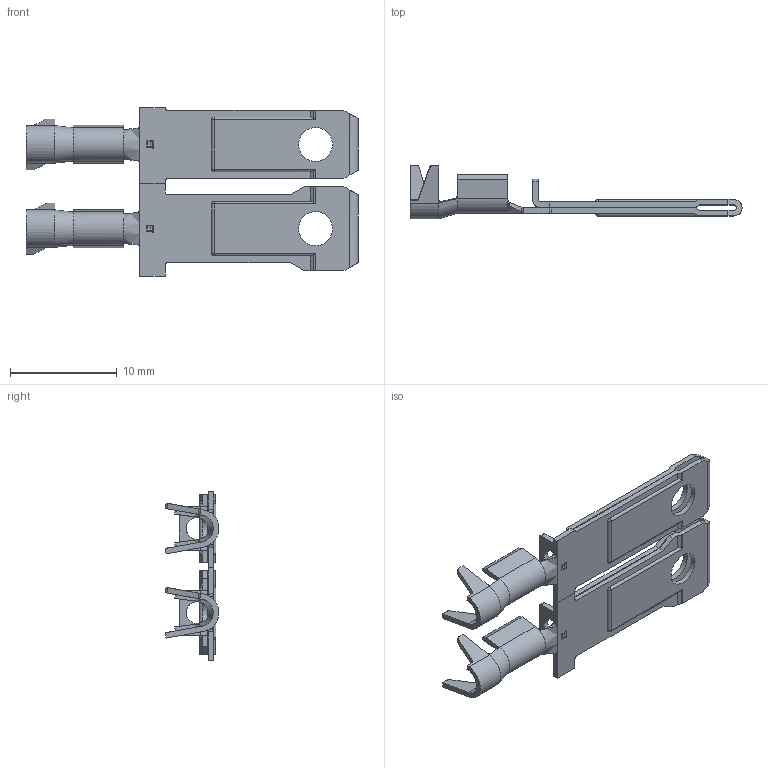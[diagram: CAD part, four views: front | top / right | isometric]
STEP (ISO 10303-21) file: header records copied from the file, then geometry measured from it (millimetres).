
FILE_DESCRIPTION (( 'STEP AP203' ), '1' );
FILE_NAME ('09846.STEP', '2015-02-23T15:42:11', ( '' ), ( '' ), 'SwSTEP 2.0', 'SolidWorks 2014', '' );
FILE_SCHEMA (( 'CONFIG_CONTROL_DESIGN' ));
Length unit declared in the file: inch
Products named in the file (3): PJ817F2wide; 09846; PJ817F2narrow
Assembly tree (2 placements, depth 2):
  09846
    PJ817F2narrow
    PJ817F2wide
Bounding box: 31.04 x 5.03 x 15.75 mm (x, y, z)
Volume: 322.5 mm3; surface area: 1485.2 mm2
Topology: 2 solids, 2 shells, 409 faces, 1119 edges, 698 vertices
Faces by surface type: plane 239, cylinder 100, bspline 38, cone 16, sphere 8, torus 8
Entity records: 13846 total; most frequent: CARTESIAN_POINT 3621, ORIENTED_EDGE 2206, DIRECTION 1891, EDGE_CURVE 1103, VECTOR 763, LINE 763, VERTEX_POINT 698, AXIS2_PLACEMENT_3D 564
